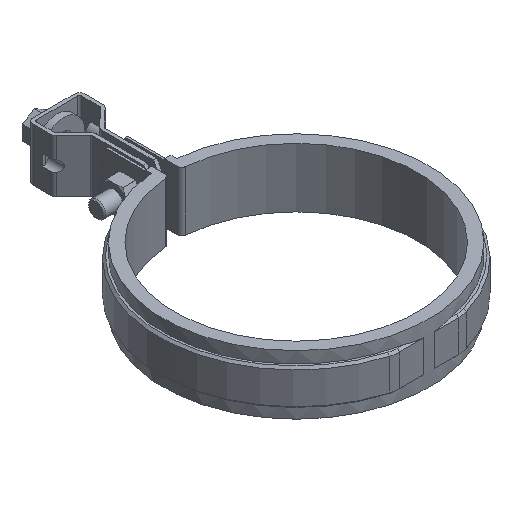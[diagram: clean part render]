
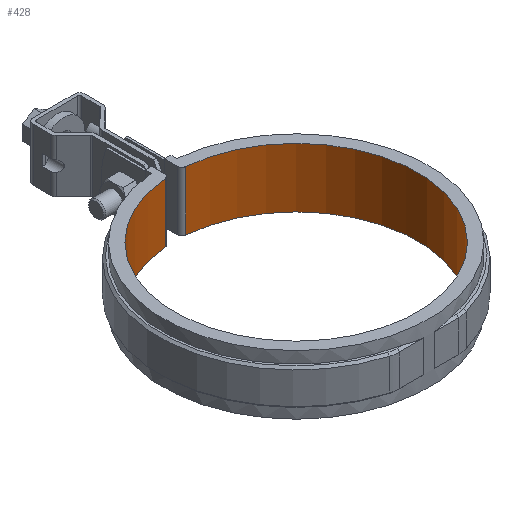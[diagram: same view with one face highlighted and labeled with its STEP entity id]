
A CAD part, isometric view. The second image highlights one B-rep face of the part: STEP entity #428.
In plain terms, the highlighted cylindrical face has radius 57.15 mm (diameter 114.3 mm), a partial arc.
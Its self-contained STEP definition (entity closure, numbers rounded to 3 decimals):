
#428 = ADVANCED_FACE( '', ( #762 ), #763, .F. );
#762 = FACE_OUTER_BOUND( '', #1764, .T. );
#763 = CYLINDRICAL_SURFACE( '', #1765, 57.15 );
#1764 = EDGE_LOOP( '', ( #3383, #3384, #3385, #3386 ) );
#1765 = AXIS2_PLACEMENT_3D( '', #3387, #3388, #3389 );
#3383 = ORIENTED_EDGE( '', *, *, #4435, .F. );
#3384 = ORIENTED_EDGE( '', *, *, #4330, .F. );
#3385 = ORIENTED_EDGE( '', *, *, #4432, .T. );
#3386 = ORIENTED_EDGE( '', *, *, #4484, .T. );
#3387 = CARTESIAN_POINT( '', ( 0., 0., -14. ) );
#3388 = DIRECTION( '', ( 0., 0., -1. ) );
#3389 = DIRECTION( '', ( -0.085, -0.996, 0. ) );
#4330 = EDGE_CURVE( '', #5020, #5016, #5022, .T. );
#4432 = EDGE_CURVE( '', #5020, #5188, #5190, .T. );
#4435 = EDGE_CURVE( '', #5016, #5194, #5195, .T. );
#4484 = EDGE_CURVE( '', #5188, #5194, #5265, .T. );
#5016 = VERTEX_POINT( '', #7255 );
#5020 = VERTEX_POINT( '', #7260 );
#5022 = LINE( '', #7262, #7263 );
#5188 = VERTEX_POINT( '', #7991 );
#5190 = CIRCLE( '', #7993, 57.15 );
#5194 = VERTEX_POINT( '', #7999 );
#5195 = CIRCLE( '', #8000, 57.15 );
#5265 = LINE( '', #8105, #8106 );
#7255 = CARTESIAN_POINT( '', ( 4.831, 56.945, 14. ) );
#7260 = CARTESIAN_POINT( '', ( 4.831, 56.945, -14. ) );
#7262 = CARTESIAN_POINT( '', ( 4.831, 56.945, -14. ) );
#7263 = VECTOR( '', #8961, 1000. );
#7991 = CARTESIAN_POINT( '', ( -4.831, 56.945, -14. ) );
#7993 = AXIS2_PLACEMENT_3D( '', #9074, #9075, #9076 );
#7999 = CARTESIAN_POINT( '', ( -4.831, 56.945, 14. ) );
#8000 = AXIS2_PLACEMENT_3D( '', #9079, #9080, #9081 );
#8105 = CARTESIAN_POINT( '', ( -4.831, 56.945, -14. ) );
#8106 = VECTOR( '', #9165, 1000. );
#8961 = DIRECTION( '', ( 0., 0., 1. ) );
#9074 = CARTESIAN_POINT( '', ( 0., 0., -14. ) );
#9075 = DIRECTION( '', ( 0., 0., -1. ) );
#9076 = DIRECTION( '', ( 1., 0., 0. ) );
#9079 = CARTESIAN_POINT( '', ( 0., 0., 14. ) );
#9080 = DIRECTION( '', ( 0., 0., -1. ) );
#9081 = DIRECTION( '', ( 1., 0., 0. ) );
#9165 = DIRECTION( '', ( 0., 0., 1. ) );
